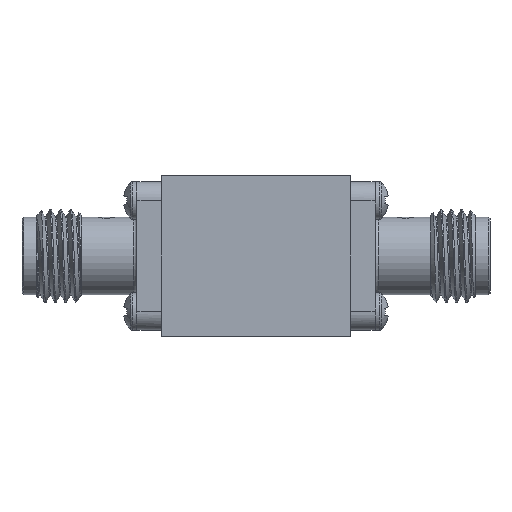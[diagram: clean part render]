
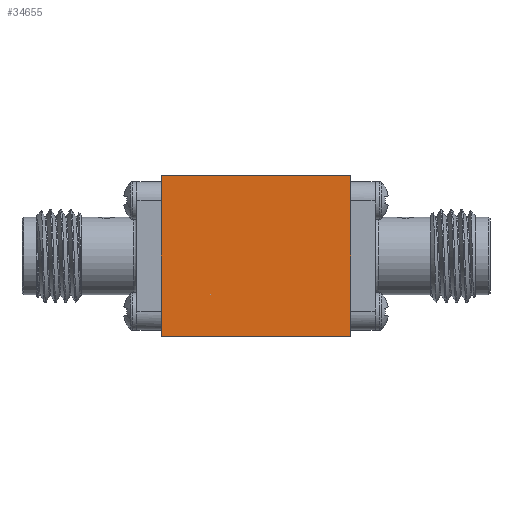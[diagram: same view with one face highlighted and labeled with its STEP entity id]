
A CAD part, left-side view. The second image highlights one B-rep face of the part: STEP entity #34655.
In plain terms, the highlighted planar face has unit normal (-1, 0, 0).
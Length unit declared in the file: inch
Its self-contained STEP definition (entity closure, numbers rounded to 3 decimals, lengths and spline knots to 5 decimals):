
#735 = CARTESIAN_POINT ( 'NONE',  ( -0.66535, -0.25591, -0.21654 ) ) ;
#1339 = CARTESIAN_POINT ( 'NONE',  ( -0.66535, -0.25591, 0.21654 ) ) ;
#1534 = DIRECTION ( 'NONE',  ( 0., 0., -1. ) ) ;
#1627 = VERTEX_POINT ( 'NONE', #37276 ) ;
#2146 = EDGE_CURVE ( 'NONE', #10330, #39635, #28457, .T. ) ;
#3965 = DIRECTION ( 'NONE',  ( 0., -1., 0. ) ) ;
#4991 = CARTESIAN_POINT ( 'NONE',  ( -0.66535, 0.25591, 0.21654 ) ) ;
#5190 = LINE ( 'NONE', #4991, #7771 ) ;
#7771 = VECTOR ( 'NONE', #29684, 39.37008 ) ;
#9749 = FACE_OUTER_BOUND ( 'NONE', #39055, .T. ) ;
#9900 = CARTESIAN_POINT ( 'NONE',  ( -0.66535, -0.25591, 0.21654 ) ) ;
#10330 = VERTEX_POINT ( 'NONE', #27770 ) ;
#11620 = ORIENTED_EDGE ( 'NONE', *, *, #20001, .F. ) ;
#11660 = ORIENTED_EDGE ( 'NONE', *, *, #2146, .T. ) ;
#16023 = VECTOR ( 'NONE', #1534, 39.37008 ) ;
#17918 = ORIENTED_EDGE ( 'NONE', *, *, #35349, .F. ) ;
#19233 = ORIENTED_EDGE ( 'NONE', *, *, #37822, .T. ) ;
#20001 = EDGE_CURVE ( 'NONE', #24019, #1627, #37407, .T. ) ;
#20470 = LINE ( 'NONE', #1339, #16023 ) ;
#21416 = CARTESIAN_POINT ( 'NONE',  ( -0.66535, -0.25591, 0.21654 ) ) ;
#22176 = DIRECTION ( 'NONE',  ( 0., -1., 0. ) ) ;
#24019 = VERTEX_POINT ( 'NONE', #36819 ) ;
#26097 = VECTOR ( 'NONE', #3965, 39.37008 ) ;
#26832 = VECTOR ( 'NONE', #22176, 39.37008 ) ;
#27623 = PLANE ( 'NONE',  #28185 ) ;
#27770 = CARTESIAN_POINT ( 'NONE',  ( -0.66535, 0.25591, -0.21654 ) ) ;
#28185 = AXIS2_PLACEMENT_3D ( 'NONE', #21416, #37057, #28207 ) ;
#28207 = DIRECTION ( 'NONE',  ( 0., 1., 0. ) ) ;
#28457 = LINE ( 'NONE', #735, #26097 ) ;
#29684 = DIRECTION ( 'NONE',  ( 0., 0., -1. ) ) ;
#34655 = ADVANCED_FACE ( 'NONE', ( #9749 ), #27623, .F. ) ;
#35349 = EDGE_CURVE ( 'NONE', #1627, #39635, #20470, .T. ) ;
#36819 = CARTESIAN_POINT ( 'NONE',  ( -0.66535, 0.25591, 0.21654 ) ) ;
#37057 = DIRECTION ( 'NONE',  ( 1., 0., 0. ) ) ;
#37276 = CARTESIAN_POINT ( 'NONE',  ( -0.66535, -0.25591, 0.21654 ) ) ;
#37407 = LINE ( 'NONE', #9900, #26832 ) ;
#37822 = EDGE_CURVE ( 'NONE', #24019, #10330, #5190, .T. ) ;
#38707 = CARTESIAN_POINT ( 'NONE',  ( -0.66535, -0.25591, -0.21654 ) ) ;
#39055 = EDGE_LOOP ( 'NONE', ( #11660, #17918, #11620, #19233 ) ) ;
#39635 = VERTEX_POINT ( 'NONE', #38707 ) ;
